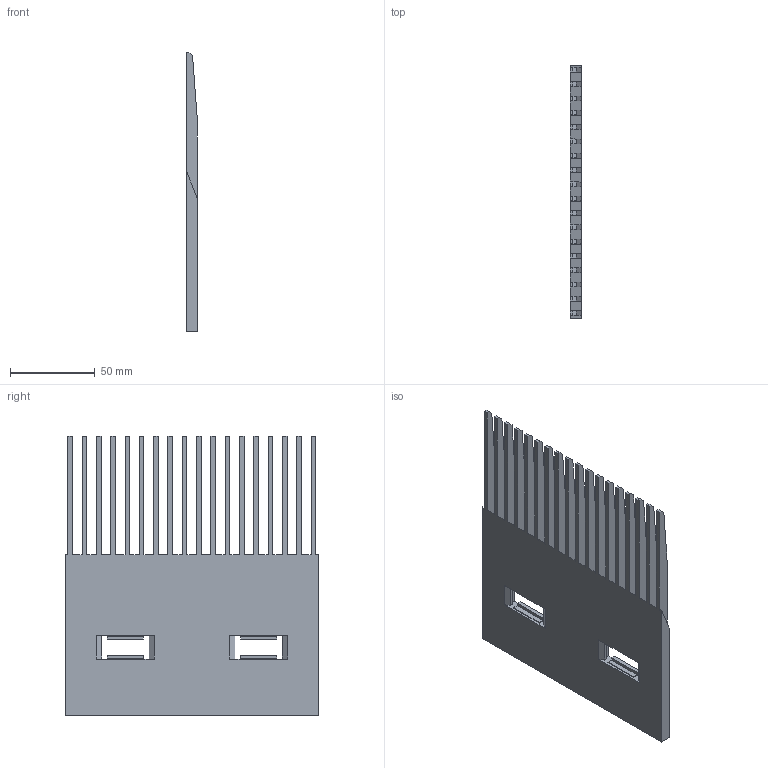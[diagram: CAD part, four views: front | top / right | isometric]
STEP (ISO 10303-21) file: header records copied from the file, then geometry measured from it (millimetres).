
FILE_DESCRIPTION(('CATIA V5 STEP Exchange'),'2;1');
FILE_NAME('850B02152.stp','2017-09-11T14:39:46+00:00',('none'),('none'),'CATIA Version 5 Release 21 GA (IN-10)','CATIA V5 STEP AP203','none');
FILE_SCHEMA(('CONFIG_CONTROL_DESIGN'));
Length unit declared in the file: millimetre
Products named in the file (1): 850B02152
Bounding box: 6.8 x 149.5 x 165 mm (x, y, z)
Volume: 104835.8 mm3; surface area: 53857 mm2
Topology: 1 solids, 1 shells, 158 faces, 468 edges, 312 vertices
Faces by surface type: plane 158
Entity records: 4787 total; most frequent: ORIENTED_EDGE 936, CARTESIAN_POINT 852, DIRECTION 610, VECTOR 468, EDGE_CURVE 468, LINE 468, VERTEX_POINT 312, EDGE_LOOP 162
